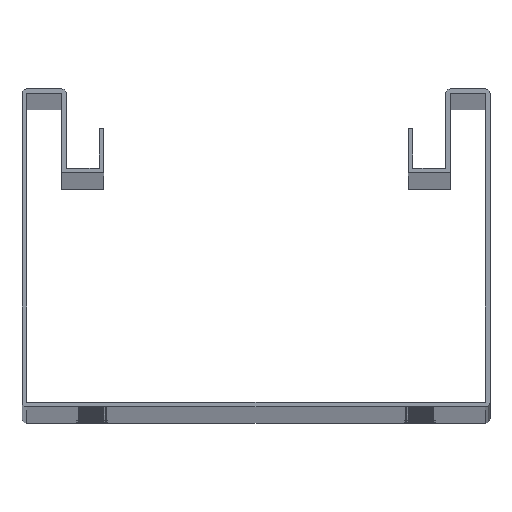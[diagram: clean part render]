
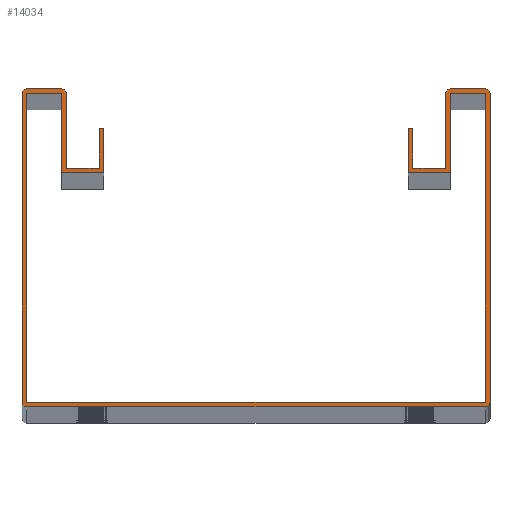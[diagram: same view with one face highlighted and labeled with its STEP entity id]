
A CAD part, top view. The second image highlights one B-rep face of the part: STEP entity #14034.
In plain terms, the highlighted planar face has unit normal (0, 0, 1).
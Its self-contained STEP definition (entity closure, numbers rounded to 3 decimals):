
#99=CARTESIAN_POINT('',(49.,1.,0.));
#100=DIRECTION('',(0.,0.,1.));
#101=DIRECTION('',(0.,-1.,0.));
#102=AXIS2_PLACEMENT_3D('',#99,#100,#101);
#104=DIRECTION('',(1.,0.,0.));
#105=VECTOR('',#104,98.);
#106=CARTESIAN_POINT('',(-49.,0.,0.));
#107=LINE('',#106,#105);
#108=CARTESIAN_POINT('',(-49.,1.,0.));
#109=DIRECTION('',(0.,0.,1.));
#110=DIRECTION('',(-1.,0.,0.));
#111=AXIS2_PLACEMENT_3D('',#108,#109,#110);
#113=DIRECTION('',(0.,-1.,0.));
#114=VECTOR('',#113,66.);
#115=CARTESIAN_POINT('',(-50.,67.,0.));
#116=LINE('',#115,#114);
#117=CARTESIAN_POINT('',(-49.,67.,0.));
#118=DIRECTION('',(0.,0.,1.));
#119=DIRECTION('',(0.,1.,0.));
#120=AXIS2_PLACEMENT_3D('',#117,#118,#119);
#122=DIRECTION('',(-1.,0.,0.));
#123=VECTOR('',#122,7.5);
#124=CARTESIAN_POINT('',(-41.5,68.,0.));
#125=LINE('',#124,#123);
#126=CARTESIAN_POINT('',(-41.5,67.,0.));
#127=DIRECTION('',(0.,0.,1.));
#128=DIRECTION('',(1.,0.,0.));
#129=AXIS2_PLACEMENT_3D('',#126,#127,#128);
#131=DIRECTION('',(0.,1.,0.));
#132=VECTOR('',#131,16.);
#133=CARTESIAN_POINT('',(-40.5,51.,0.));
#134=LINE('',#133,#132);
#135=DIRECTION('',(-1.,0.,0.));
#136=VECTOR('',#135,7.);
#137=CARTESIAN_POINT('',(-33.5,51.,0.));
#138=LINE('',#137,#136);
#139=DIRECTION('',(0.,-1.,0.));
#140=VECTOR('',#139,8.5);
#141=CARTESIAN_POINT('',(-33.5,59.5,0.));
#142=LINE('',#141,#140);
#143=DIRECTION('',(-1.,0.,0.));
#144=VECTOR('',#143,1.);
#145=CARTESIAN_POINT('',(-32.5,59.5,0.));
#146=LINE('',#145,#144);
#147=DIRECTION('',(0.,1.,0.));
#148=VECTOR('',#147,9.5);
#149=CARTESIAN_POINT('',(-32.5,50.,0.));
#150=LINE('',#149,#148);
#151=DIRECTION('',(1.,0.,0.));
#152=VECTOR('',#151,9.);
#153=CARTESIAN_POINT('',(-41.5,50.,0.));
#154=LINE('',#153,#152);
#155=DIRECTION('',(0.,-1.,0.));
#156=VECTOR('',#155,17.);
#157=CARTESIAN_POINT('',(-41.5,67.,0.));
#158=LINE('',#157,#156);
#159=DIRECTION('',(1.,0.,0.));
#160=VECTOR('',#159,7.5);
#161=CARTESIAN_POINT('',(-49.,67.,0.));
#162=LINE('',#161,#160);
#163=DIRECTION('',(0.,1.,0.));
#164=VECTOR('',#163,66.);
#165=CARTESIAN_POINT('',(-49.,1.,0.));
#166=LINE('',#165,#164);
#167=DIRECTION('',(-1.,0.,0.));
#168=VECTOR('',#167,98.);
#169=CARTESIAN_POINT('',(49.,1.,0.));
#170=LINE('',#169,#168);
#171=DIRECTION('',(0.,-1.,0.));
#172=VECTOR('',#171,66.);
#173=CARTESIAN_POINT('',(49.,67.,0.));
#174=LINE('',#173,#172);
#175=DIRECTION('',(1.,0.,0.));
#176=VECTOR('',#175,7.5);
#177=CARTESIAN_POINT('',(41.5,67.,0.));
#178=LINE('',#177,#176);
#179=DIRECTION('',(0.,1.,0.));
#180=VECTOR('',#179,17.);
#181=CARTESIAN_POINT('',(41.5,50.,0.));
#182=LINE('',#181,#180);
#183=DIRECTION('',(1.,0.,0.));
#184=VECTOR('',#183,9.);
#185=CARTESIAN_POINT('',(32.5,50.,0.));
#186=LINE('',#185,#184);
#187=DIRECTION('',(0.,-1.,0.));
#188=VECTOR('',#187,9.5);
#189=CARTESIAN_POINT('',(32.5,59.5,0.));
#190=LINE('',#189,#188);
#191=DIRECTION('',(-1.,0.,0.));
#192=VECTOR('',#191,1.);
#193=CARTESIAN_POINT('',(33.5,59.5,0.));
#194=LINE('',#193,#192);
#195=DIRECTION('',(0.,1.,0.));
#196=VECTOR('',#195,8.5);
#197=CARTESIAN_POINT('',(33.5,51.,0.));
#198=LINE('',#197,#196);
#199=DIRECTION('',(-1.,0.,0.));
#200=VECTOR('',#199,7.);
#201=CARTESIAN_POINT('',(40.5,51.,0.));
#202=LINE('',#201,#200);
#203=DIRECTION('',(0.,-1.,0.));
#204=VECTOR('',#203,16.);
#205=CARTESIAN_POINT('',(40.5,67.,0.));
#206=LINE('',#205,#204);
#207=CARTESIAN_POINT('',(41.5,67.,0.));
#208=DIRECTION('',(0.,0.,1.));
#209=DIRECTION('',(0.,1.,0.));
#210=AXIS2_PLACEMENT_3D('',#207,#208,#209);
#212=DIRECTION('',(-1.,0.,0.));
#213=VECTOR('',#212,7.5);
#214=CARTESIAN_POINT('',(49.,68.,0.));
#215=LINE('',#214,#213);
#216=CARTESIAN_POINT('',(49.,67.,0.));
#217=DIRECTION('',(0.,0.,1.));
#218=DIRECTION('',(1.,0.,0.));
#219=AXIS2_PLACEMENT_3D('',#216,#217,#218);
#221=DIRECTION('',(0.,1.,0.));
#222=VECTOR('',#221,66.);
#223=CARTESIAN_POINT('',(50.,1.,0.));
#224=LINE('',#223,#222);
#10519=CARTESIAN_POINT('',(-33.5,59.5,0.));
#10520=CARTESIAN_POINT('',(-33.5,51.,0.));
#10521=VERTEX_POINT('',#10519);
#10522=VERTEX_POINT('',#10520);
#10523=CARTESIAN_POINT('',(-40.5,51.,0.));
#10524=VERTEX_POINT('',#10523);
#10531=CARTESIAN_POINT('',(40.5,51.,0.));
#10532=CARTESIAN_POINT('',(33.5,51.,0.));
#10533=VERTEX_POINT('',#10531);
#10534=VERTEX_POINT('',#10532);
#10535=CARTESIAN_POINT('',(33.5,59.5,0.));
#10536=VERTEX_POINT('',#10535);
#10537=CARTESIAN_POINT('',(32.5,59.5,0.));
#10538=VERTEX_POINT('',#10537);
#10539=CARTESIAN_POINT('',(32.5,50.,0.));
#10540=VERTEX_POINT('',#10539);
#10541=CARTESIAN_POINT('',(41.5,50.,0.));
#10542=VERTEX_POINT('',#10541);
#10543=CARTESIAN_POINT('',(41.5,67.,0.));
#10544=VERTEX_POINT('',#10543);
#10545=CARTESIAN_POINT('',(49.,67.,0.));
#10546=VERTEX_POINT('',#10545);
#10547=CARTESIAN_POINT('',(49.,1.,0.));
#10548=VERTEX_POINT('',#10547);
#10549=CARTESIAN_POINT('',(-49.,1.,0.));
#10550=VERTEX_POINT('',#10549);
#10551=CARTESIAN_POINT('',(-49.,67.,0.));
#10552=VERTEX_POINT('',#10551);
#10553=CARTESIAN_POINT('',(-41.5,67.,0.));
#10554=VERTEX_POINT('',#10553);
#10555=CARTESIAN_POINT('',(-41.5,50.,0.));
#10556=VERTEX_POINT('',#10555);
#10557=CARTESIAN_POINT('',(-32.5,50.,0.));
#10558=VERTEX_POINT('',#10557);
#10559=CARTESIAN_POINT('',(-32.5,59.5,0.));
#10560=VERTEX_POINT('',#10559);
#13923=CARTESIAN_POINT('',(49.,0.,0.));
#13924=VERTEX_POINT('',#13923);
#13925=CARTESIAN_POINT('',(50.,1.,0.));
#13926=VERTEX_POINT('',#13925);
#13931=CARTESIAN_POINT('',(-50.,1.,0.));
#13932=VERTEX_POINT('',#13931);
#13933=CARTESIAN_POINT('',(-49.,0.,0.));
#13934=VERTEX_POINT('',#13933);
#13939=CARTESIAN_POINT('',(50.,67.,0.));
#13940=VERTEX_POINT('',#13939);
#13941=CARTESIAN_POINT('',(49.,68.,0.));
#13942=VERTEX_POINT('',#13941);
#13947=CARTESIAN_POINT('',(41.5,68.,0.));
#13948=VERTEX_POINT('',#13947);
#13949=CARTESIAN_POINT('',(40.5,67.,0.));
#13950=VERTEX_POINT('',#13949);
#13955=CARTESIAN_POINT('',(-40.5,67.,0.));
#13956=VERTEX_POINT('',#13955);
#13957=CARTESIAN_POINT('',(-41.5,68.,0.));
#13958=VERTEX_POINT('',#13957);
#13963=CARTESIAN_POINT('',(-49.,68.,0.));
#13964=VERTEX_POINT('',#13963);
#13965=CARTESIAN_POINT('',(-50.,67.,0.));
#13966=VERTEX_POINT('',#13965);
#13967=CARTESIAN_POINT('',(0.,0.,0.));
#13968=DIRECTION('',(0.,0.,1.));
#13969=DIRECTION('',(1.,0.,0.));
#13970=AXIS2_PLACEMENT_3D('',#13967,#13968,#13969);
#13971=PLANE('',#13970);
#13973=ORIENTED_EDGE('',*,*,#13972,.F.);
#13975=ORIENTED_EDGE('',*,*,#13974,.F.);
#13977=ORIENTED_EDGE('',*,*,#13976,.F.);
#13979=ORIENTED_EDGE('',*,*,#13978,.F.);
#13981=ORIENTED_EDGE('',*,*,#13980,.F.);
#13983=ORIENTED_EDGE('',*,*,#13982,.F.);
#13985=ORIENTED_EDGE('',*,*,#13984,.F.);
#13987=ORIENTED_EDGE('',*,*,#13986,.F.);
#13989=ORIENTED_EDGE('',*,*,#13988,.F.);
#13991=ORIENTED_EDGE('',*,*,#13990,.F.);
#13993=ORIENTED_EDGE('',*,*,#13992,.F.);
#13995=ORIENTED_EDGE('',*,*,#13994,.F.);
#13997=ORIENTED_EDGE('',*,*,#13996,.F.);
#13999=ORIENTED_EDGE('',*,*,#13998,.F.);
#14001=ORIENTED_EDGE('',*,*,#14000,.F.);
#14003=ORIENTED_EDGE('',*,*,#14002,.F.);
#14005=ORIENTED_EDGE('',*,*,#14004,.F.);
#14007=ORIENTED_EDGE('',*,*,#14006,.F.);
#14009=ORIENTED_EDGE('',*,*,#14008,.F.);
#14011=ORIENTED_EDGE('',*,*,#14010,.F.);
#14013=ORIENTED_EDGE('',*,*,#14012,.F.);
#14015=ORIENTED_EDGE('',*,*,#14014,.F.);
#14017=ORIENTED_EDGE('',*,*,#14016,.F.);
#14019=ORIENTED_EDGE('',*,*,#14018,.F.);
#14021=ORIENTED_EDGE('',*,*,#14020,.F.);
#14023=ORIENTED_EDGE('',*,*,#14022,.F.);
#14025=ORIENTED_EDGE('',*,*,#14024,.F.);
#14027=ORIENTED_EDGE('',*,*,#14026,.F.);
#14029=ORIENTED_EDGE('',*,*,#14028,.F.);
#14031=ORIENTED_EDGE('',*,*,#14030,.F.);
#14032=EDGE_LOOP('',(#13973,#13975,#13977,#13979,#13981,#13983,#13985,#13987,
#13989,#13991,#13993,#13995,#13997,#13999,#14001,#14003,#14005,#14007,#14009,
#14011,#14013,#14015,#14017,#14019,#14021,#14023,#14025,#14027,#14029,#14031));
#14033=FACE_OUTER_BOUND('',#14032,.F.);
#103=CIRCLE('',#102,1.);
#112=CIRCLE('',#111,1.);
#121=CIRCLE('',#120,1.);
#130=CIRCLE('',#129,1.);
#211=CIRCLE('',#210,1.);
#220=CIRCLE('',#219,1.);
#13972=EDGE_CURVE('',#13924,#13926,#103,.T.);
#13974=EDGE_CURVE('',#13934,#13924,#107,.T.);
#13976=EDGE_CURVE('',#13932,#13934,#112,.T.);
#13978=EDGE_CURVE('',#13966,#13932,#116,.T.);
#13980=EDGE_CURVE('',#13964,#13966,#121,.T.);
#13982=EDGE_CURVE('',#13958,#13964,#125,.T.);
#13984=EDGE_CURVE('',#13956,#13958,#130,.T.);
#13986=EDGE_CURVE('',#10524,#13956,#134,.T.);
#13988=EDGE_CURVE('',#10522,#10524,#138,.T.);
#13990=EDGE_CURVE('',#10521,#10522,#142,.T.);
#13992=EDGE_CURVE('',#10560,#10521,#146,.T.);
#13994=EDGE_CURVE('',#10558,#10560,#150,.T.);
#13996=EDGE_CURVE('',#10556,#10558,#154,.T.);
#13998=EDGE_CURVE('',#10554,#10556,#158,.T.);
#14000=EDGE_CURVE('',#10552,#10554,#162,.T.);
#14002=EDGE_CURVE('',#10550,#10552,#166,.T.);
#14004=EDGE_CURVE('',#10548,#10550,#170,.T.);
#14006=EDGE_CURVE('',#10546,#10548,#174,.T.);
#14008=EDGE_CURVE('',#10544,#10546,#178,.T.);
#14010=EDGE_CURVE('',#10542,#10544,#182,.T.);
#14012=EDGE_CURVE('',#10540,#10542,#186,.T.);
#14014=EDGE_CURVE('',#10538,#10540,#190,.T.);
#14016=EDGE_CURVE('',#10536,#10538,#194,.T.);
#14018=EDGE_CURVE('',#10534,#10536,#198,.T.);
#14020=EDGE_CURVE('',#10533,#10534,#202,.T.);
#14022=EDGE_CURVE('',#13950,#10533,#206,.T.);
#14024=EDGE_CURVE('',#13948,#13950,#211,.T.);
#14026=EDGE_CURVE('',#13942,#13948,#215,.T.);
#14028=EDGE_CURVE('',#13940,#13942,#220,.T.);
#14030=EDGE_CURVE('',#13926,#13940,#224,.T.);
#14034=ADVANCED_FACE('',(#14033),#13971,.T.);
